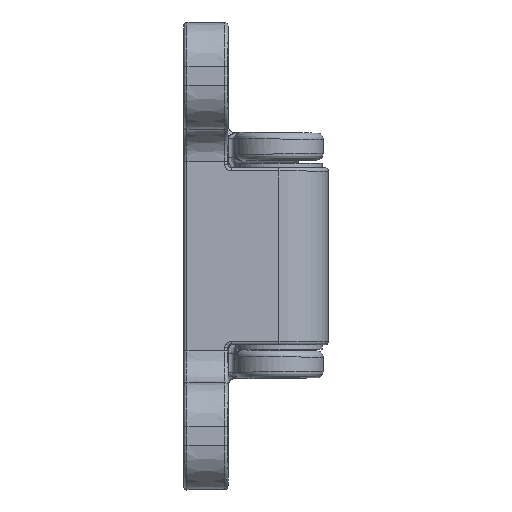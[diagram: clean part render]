
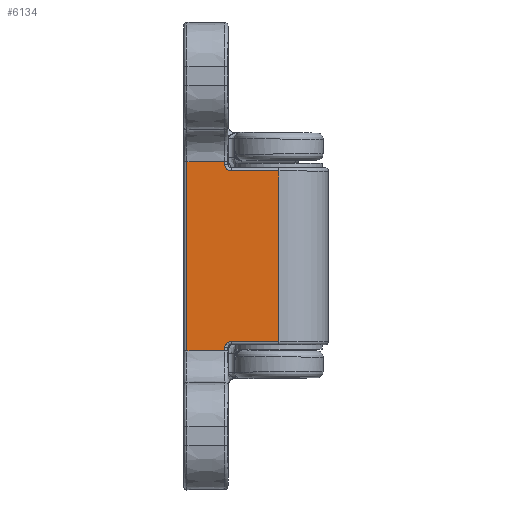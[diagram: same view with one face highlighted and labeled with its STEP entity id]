
A CAD part, top view. The second image highlights one B-rep face of the part: STEP entity #6134.
In plain terms, the highlighted planar face has unit normal (0.009, 0, 1).
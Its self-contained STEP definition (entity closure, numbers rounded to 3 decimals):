
#130=(
BOUNDED_CURVE()
B_SPLINE_CURVE(3,(#9843,#9844,#9845,#9846),.UNSPECIFIED.,.F.,.F.)
B_SPLINE_CURVE_WITH_KNOTS((4,4),(4.712,6.283),
 .UNSPECIFIED.)
CURVE()
GEOMETRIC_REPRESENTATION_ITEM()
RATIONAL_B_SPLINE_CURVE((1.,0.805,0.805,1.))
REPRESENTATION_ITEM('')
);
#131=(
BOUNDED_CURVE()
B_SPLINE_CURVE(3,(#9854,#9855,#9856,#9857),.UNSPECIFIED.,.F.,.F.)
B_SPLINE_CURVE_WITH_KNOTS((4,4),(3.142,4.712),
 .UNSPECIFIED.)
CURVE()
GEOMETRIC_REPRESENTATION_ITEM()
RATIONAL_B_SPLINE_CURVE((1.,0.805,0.805,1.))
REPRESENTATION_ITEM('')
);
#370=PLANE('',#6712);
#471=FACE_OUTER_BOUND('',#895,.T.);
#895=EDGE_LOOP('',(#4218,#4219,#4220,#4221,#4222,#4223,#4224,#4225,#4226,
#4227));
#1348=LINE('',#9835,#1724);
#1349=LINE('',#9837,#1725);
#1350=LINE('',#9839,#1726);
#1351=LINE('',#9841,#1727);
#1352=LINE('',#9848,#1728);
#1353=LINE('',#9850,#1729);
#1354=LINE('',#9852,#1730);
#1355=LINE('',#9858,#1731);
#1724=VECTOR('',#7725,1000.);
#1725=VECTOR('',#7726,1000.);
#1726=VECTOR('',#7727,1000.);
#1727=VECTOR('',#7728,1000.);
#1728=VECTOR('',#7729,1000.);
#1729=VECTOR('',#7730,1000.);
#1730=VECTOR('',#7731,1000.);
#1731=VECTOR('',#7732,1000.);
#2634=VERTEX_POINT('',#9833);
#2635=VERTEX_POINT('',#9834);
#2636=VERTEX_POINT('',#9836);
#2637=VERTEX_POINT('',#9838);
#2638=VERTEX_POINT('',#9840);
#2639=VERTEX_POINT('',#9842);
#2640=VERTEX_POINT('',#9847);
#2641=VERTEX_POINT('',#9849);
#2642=VERTEX_POINT('',#9851);
#2643=VERTEX_POINT('',#9853);
#3220=EDGE_CURVE('',#2634,#2635,#1348,.T.);
#3221=EDGE_CURVE('',#2635,#2636,#1349,.T.);
#3222=EDGE_CURVE('',#2636,#2637,#1350,.T.);
#3223=EDGE_CURVE('',#2637,#2638,#1351,.T.);
#3224=EDGE_CURVE('',#2639,#2638,#130,.T.);
#3225=EDGE_CURVE('',#2639,#2640,#1352,.T.);
#3226=EDGE_CURVE('',#2640,#2641,#1353,.T.);
#3227=EDGE_CURVE('',#2641,#2642,#1354,.T.);
#3228=EDGE_CURVE('',#2643,#2642,#131,.T.);
#3229=EDGE_CURVE('',#2643,#2634,#1355,.T.);
#4218=ORIENTED_EDGE('',*,*,#3220,.T.);
#4219=ORIENTED_EDGE('',*,*,#3221,.T.);
#4220=ORIENTED_EDGE('',*,*,#3222,.T.);
#4221=ORIENTED_EDGE('',*,*,#3223,.T.);
#4222=ORIENTED_EDGE('',*,*,#3224,.F.);
#4223=ORIENTED_EDGE('',*,*,#3225,.T.);
#4224=ORIENTED_EDGE('',*,*,#3226,.T.);
#4225=ORIENTED_EDGE('',*,*,#3227,.T.);
#4226=ORIENTED_EDGE('',*,*,#3228,.F.);
#4227=ORIENTED_EDGE('',*,*,#3229,.T.);
#6134=ADVANCED_FACE('',(#471),#370,.T.);
#6712=AXIS2_PLACEMENT_3D('',#9832,#7723,#7724);
#7723=DIRECTION('center_axis',(0.009,0.,
1.));
#7724=DIRECTION('ref_axis',(0.,-1.,0.));
#7725=DIRECTION('',(-1.,0.,0.009));
#7726=DIRECTION('',(0.,-1.,0.));
#7727=DIRECTION('',(1.,0.,-0.009));
#7728=DIRECTION('',(0.,1.,0.));
#7729=DIRECTION('',(1.,0.,-0.009));
#7730=DIRECTION('',(0.,1.,0.));
#7731=DIRECTION('',(-1.,0.,0.009));
#7732=DIRECTION('',(0.,1.,0.));
#9832=CARTESIAN_POINT('Origin',(0.,20.,8.));
#9833=CARTESIAN_POINT('',(6.504,15.,7.943));
#9834=CARTESIAN_POINT('',(0.504,15.,7.996));
#9835=CARTESIAN_POINT('',(0.,15.,8.));
#9836=CARTESIAN_POINT('',(0.504,-15.,7.996));
#9837=CARTESIAN_POINT('',(0.504,20.,7.996));
#9838=CARTESIAN_POINT('',(6.504,-15.,7.943));
#9839=CARTESIAN_POINT('',(0.,-15.,8.));
#9840=CARTESIAN_POINT('',(6.504,-14.5,7.943));
#9841=CARTESIAN_POINT('',(6.504,-14.,7.943));
#9842=CARTESIAN_POINT('',(7.504,-13.5,7.935));
#9843=CARTESIAN_POINT('Ctrl Pts',(7.504,-13.5,7.935));
#9844=CARTESIAN_POINT('Ctrl Pts',(6.919,-13.5,7.94));
#9845=CARTESIAN_POINT('Ctrl Pts',(6.504,-13.914,7.943));
#9846=CARTESIAN_POINT('Ctrl Pts',(6.504,-14.5,7.943));
#9847=CARTESIAN_POINT('',(15.069,-13.5,7.868));
#9848=CARTESIAN_POINT('',(15.069,-13.5,7.868));
#9849=CARTESIAN_POINT('',(15.069,13.5,7.868));
#9850=CARTESIAN_POINT('',(15.069,-14.,7.868));
#9851=CARTESIAN_POINT('',(7.504,13.5,7.935));
#9852=CARTESIAN_POINT('',(0.,13.5,8.));
#9853=CARTESIAN_POINT('',(6.504,14.5,7.943));
#9854=CARTESIAN_POINT('Ctrl Pts',(6.504,14.5,7.943));
#9855=CARTESIAN_POINT('Ctrl Pts',(6.504,13.914,7.943));
#9856=CARTESIAN_POINT('Ctrl Pts',(6.919,13.5,7.94));
#9857=CARTESIAN_POINT('Ctrl Pts',(7.504,13.5,7.935));
#9858=CARTESIAN_POINT('',(6.504,15.,7.943));
